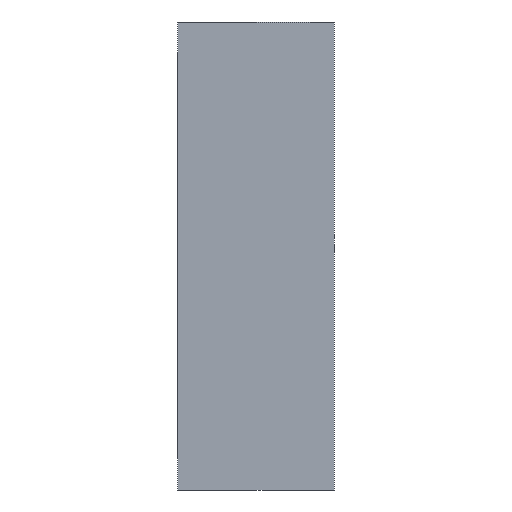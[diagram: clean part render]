
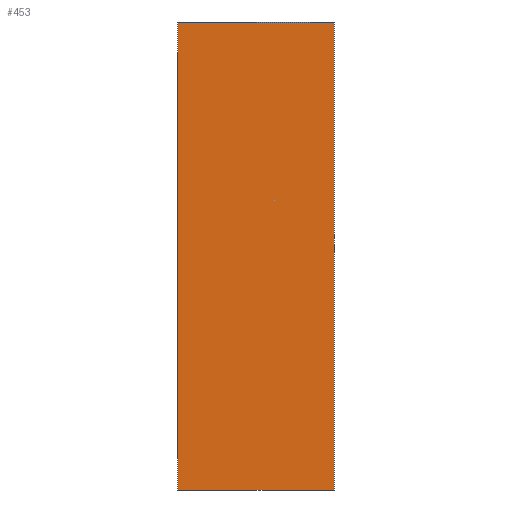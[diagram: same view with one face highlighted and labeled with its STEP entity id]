
A CAD part, left-side view. The second image highlights one B-rep face of the part: STEP entity #453.
In plain terms, the highlighted planar face has unit normal (-1, 0, 0).
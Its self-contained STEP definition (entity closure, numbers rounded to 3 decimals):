
#16 = CARTESIAN_POINT ( 'NONE',  ( -50., 10., -15. ) ) ;
#21 = AXIS2_PLACEMENT_3D ( 'NONE', #254, #56, #175 ) ;
#36 = CARTESIAN_POINT ( 'NONE',  ( -50., 10., -15. ) ) ;
#47 = VERTEX_POINT ( 'NONE', #707 ) ;
#56 = DIRECTION ( 'NONE',  ( 1., 0., 0. ) ) ;
#146 = DIRECTION ( 'NONE',  ( 0., -1., 0. ) ) ;
#148 = VECTOR ( 'NONE', #631, 1000. ) ;
#149 = LINE ( 'NONE', #215, #685 ) ;
#156 = CARTESIAN_POINT ( 'NONE',  ( -50., 0., -15. ) ) ;
#172 = VERTEX_POINT ( 'NONE', #36 ) ;
#175 = DIRECTION ( 'NONE',  ( 0., 0., -1. ) ) ;
#188 = DIRECTION ( 'NONE',  ( 0., 0., 1. ) ) ;
#212 = VECTOR ( 'NONE', #146, 1000. ) ;
#215 = CARTESIAN_POINT ( 'NONE',  ( -50., 10., -15. ) ) ;
#254 = CARTESIAN_POINT ( 'NONE',  ( -50., 10., -15. ) ) ;
#284 = VECTOR ( 'NONE', #188, 1000. ) ;
#303 = ORIENTED_EDGE ( 'NONE', *, *, #334, .T. ) ;
#334 = EDGE_CURVE ( 'NONE', #459, #47, #679, .T. ) ;
#337 = VERTEX_POINT ( 'NONE', #569 ) ;
#390 = EDGE_CURVE ( 'NONE', #172, #337, #592, .T. ) ;
#412 = ORIENTED_EDGE ( 'NONE', *, *, #523, .F. ) ;
#434 = CARTESIAN_POINT ( 'NONE',  ( -50., 10., 15. ) ) ;
#453 = ADVANCED_FACE ( 'NONE', ( #542 ), #577, .F. ) ;
#459 = VERTEX_POINT ( 'NONE', #480 ) ;
#475 = ORIENTED_EDGE ( 'NONE', *, *, #601, .T. ) ;
#480 = CARTESIAN_POINT ( 'NONE',  ( -50., 0., -15. ) ) ;
#523 = EDGE_CURVE ( 'NONE', #337, #47, #728, .T. ) ;
#542 = FACE_OUTER_BOUND ( 'NONE', #641, .T. ) ;
#569 = CARTESIAN_POINT ( 'NONE',  ( -50., 10., 15. ) ) ;
#577 = PLANE ( 'NONE',  #21 ) ;
#592 = LINE ( 'NONE', #16, #284 ) ;
#601 = EDGE_CURVE ( 'NONE', #172, #459, #149, .T. ) ;
#631 = DIRECTION ( 'NONE',  ( 0., 0., 1. ) ) ;
#641 = EDGE_LOOP ( 'NONE', ( #303, #412, #664, #475 ) ) ;
#664 = ORIENTED_EDGE ( 'NONE', *, *, #390, .F. ) ;
#679 = LINE ( 'NONE', #156, #148 ) ;
#682 = DIRECTION ( 'NONE',  ( 0., -1., 0. ) ) ;
#685 = VECTOR ( 'NONE', #682, 1000. ) ;
#707 = CARTESIAN_POINT ( 'NONE',  ( -50., 0., 15. ) ) ;
#728 = LINE ( 'NONE', #434, #212 ) ;
